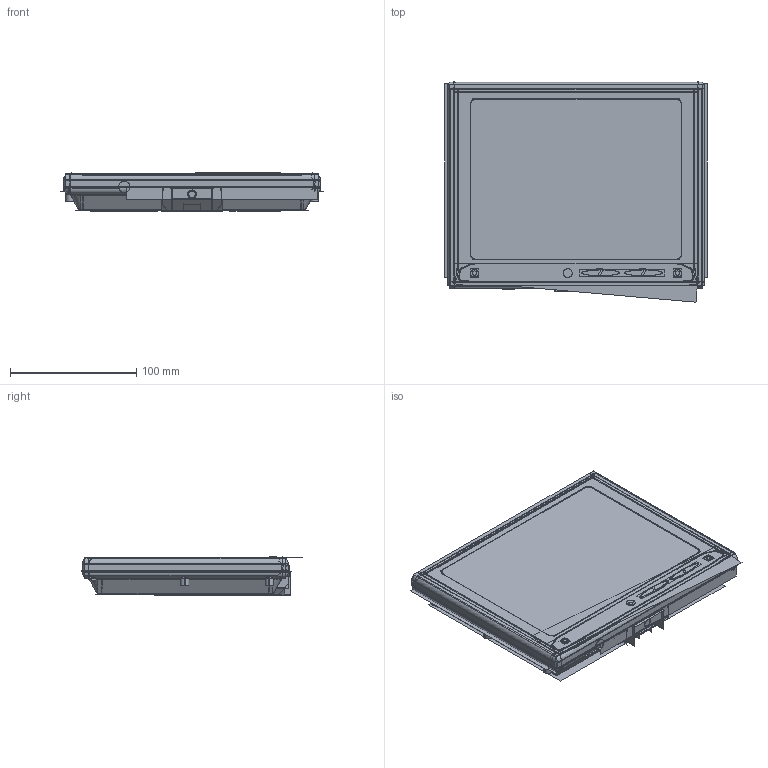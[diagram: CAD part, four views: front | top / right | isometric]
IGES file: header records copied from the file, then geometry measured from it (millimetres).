
Start section:  PTC IGES file: 144632.igs
Global section: file name: 144632.igs; native system: Creo Parametric by Parametric Technology Corporation; preprocessor: 2013230; author: pdmadmin; organization: Unknown; date: 20160216.082253; units: millimetre
Bounding box: 207.48 x 174.22 x 30.84 mm (x, y, z)
Volume: 836086.3 mm3; surface area: 1321940.3 mm2
Topology: 1 solids, 1 shells, 4018 faces, 19406 edges, 23532 vertices
Faces by surface type: bspline 3400, revolution 602, extrusion 16
